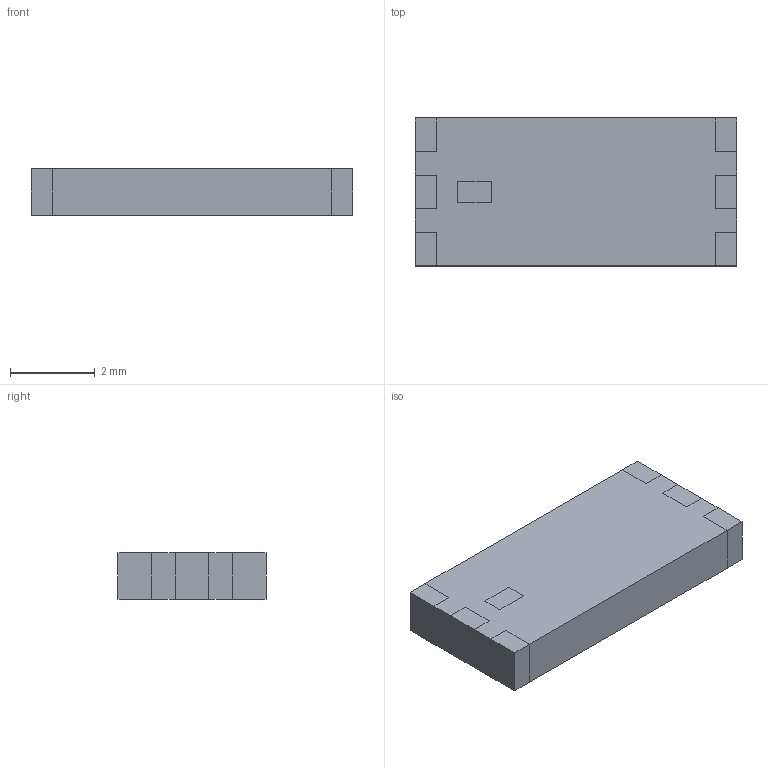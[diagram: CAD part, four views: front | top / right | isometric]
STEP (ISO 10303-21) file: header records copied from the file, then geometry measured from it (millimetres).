
FILE_DESCRIPTION( ( 'Unknown' ), '1' );
FILE_NAME( '7488920245.stp', 'Unknown', ( 'Unknown' ), ( 'Unknown' ), 'XStep 1.0', 'Unknown', ' ' );
FILE_SCHEMA( ( 'automotive_design' ) );
Length unit declared in the file: millimetre
Products named in the file (9): Assem1; Kern; Pin
Bounding box: 7.6 x 3.5 x 1.1 mm (x, y, z)
Surface area: 201.3 mm2
Topology: 16 solids, 16 shells, 138 faces, 312 edges, 208 vertices
Faces by surface type: plane 138
Entity records: 2260 total; most frequent: CARTESIAN_POINT 338, DIRECTION 312, ORIENTED_EDGE 312, EDGE_CURVE 156, LINE 156, VECTOR 156, VERTEX_POINT 104, AXIS2_PLACEMENT_3D 78
